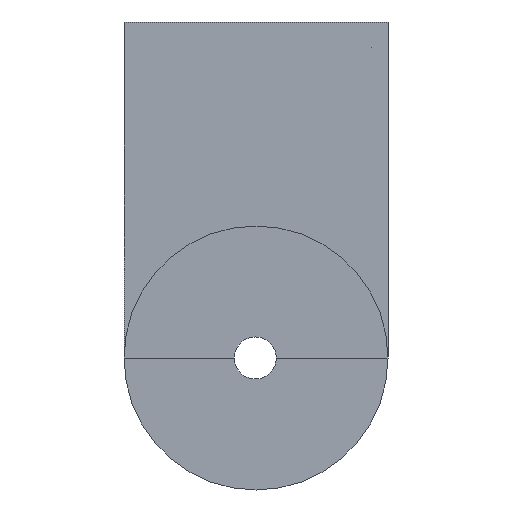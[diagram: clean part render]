
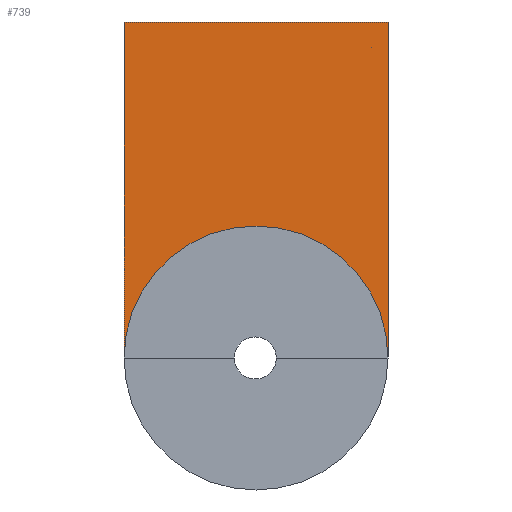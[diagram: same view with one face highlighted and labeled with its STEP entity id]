
A CAD part, front view. The second image highlights one B-rep face of the part: STEP entity #739.
In plain terms, the highlighted planar face has unit normal (0, -1, 0).
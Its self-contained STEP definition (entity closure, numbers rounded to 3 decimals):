
#32 = PLANE('',#33);
#33 = AXIS2_PLACEMENT_3D('',#34,#35,#36);
#34 = CARTESIAN_POINT('',(8.06,50.,73.));
#35 = DIRECTION('',(-1.,0.,0.));
#36 = DIRECTION('',(0.,-1.,0.));
#375 = VERTEX_POINT('',#376);
#376 = CARTESIAN_POINT('',(8.06,-1.,73.));
#402 = EDGE_CURVE('',#375,#403,#405,.T.);
#403 = VERTEX_POINT('',#404);
#404 = CARTESIAN_POINT('',(8.06,-1.,101.));
#405 = SURFACE_CURVE('',#406,(#410,#417),.PCURVE_S1.);
#406 = LINE('',#407,#408);
#407 = CARTESIAN_POINT('',(8.06,-1.,73.));
#408 = VECTOR('',#409,1.);
#409 = DIRECTION('',(0.,0.,1.));
#410 = PCURVE('',#32,#411);
#411 = DEFINITIONAL_REPRESENTATION('',(#412),#416);
#412 = LINE('',#413,#414);
#413 = CARTESIAN_POINT('',(51.,0.));
#414 = VECTOR('',#415,1.);
#415 = DIRECTION('',(0.,1.));
#416 = ( GEOMETRIC_REPRESENTATION_CONTEXT(2) 
PARAMETRIC_REPRESENTATION_CONTEXT() REPRESENTATION_CONTEXT('2D SPACE',''
  ) );
#417 = PCURVE('',#418,#423);
#418 = PLANE('',#419);
#419 = AXIS2_PLACEMENT_3D('',#420,#421,#422);
#420 = CARTESIAN_POINT('',(8.06,-1.,73.));
#421 = DIRECTION('',(0.,-1.,0.));
#422 = DIRECTION('',(0.,0.,1.));
#423 = DEFINITIONAL_REPRESENTATION('',(#424),#428);
#424 = LINE('',#425,#426);
#425 = CARTESIAN_POINT('',(0.,0.));
#426 = VECTOR('',#427,1.);
#427 = DIRECTION('',(1.,0.));
#428 = ( GEOMETRIC_REPRESENTATION_CONTEXT(2) 
PARAMETRIC_REPRESENTATION_CONTEXT() REPRESENTATION_CONTEXT('2D SPACE',''
  ) );
#444 = PLANE('',#445);
#445 = AXIS2_PLACEMENT_3D('',#446,#447,#448);
#446 = CARTESIAN_POINT('',(8.06,50.,101.));
#447 = DIRECTION('',(0.,0.,1.));
#448 = DIRECTION('',(0.,-1.,0.));
#499 = PLANE('',#500);
#500 = AXIS2_PLACEMENT_3D('',#501,#502,#503);
#501 = CARTESIAN_POINT('',(-13.94,50.,73.));
#502 = DIRECTION('',(-1.,0.,0.));
#503 = DIRECTION('',(0.,-1.,0.));
#538 = VERTEX_POINT('',#539);
#539 = CARTESIAN_POINT('',(-13.94,-1.,101.));
#560 = EDGE_CURVE('',#403,#538,#561,.T.);
#561 = SURFACE_CURVE('',#562,(#566,#573),.PCURVE_S1.);
#562 = LINE('',#563,#564);
#563 = CARTESIAN_POINT('',(8.06,-1.,101.));
#564 = VECTOR('',#565,1.);
#565 = DIRECTION('',(-1.,0.,0.));
#566 = PCURVE('',#444,#567);
#567 = DEFINITIONAL_REPRESENTATION('',(#568),#572);
#568 = LINE('',#569,#570);
#569 = CARTESIAN_POINT('',(51.,0.));
#570 = VECTOR('',#571,1.);
#571 = DIRECTION('',(0.,-1.));
#572 = ( GEOMETRIC_REPRESENTATION_CONTEXT(2) 
PARAMETRIC_REPRESENTATION_CONTEXT() REPRESENTATION_CONTEXT('2D SPACE',''
  ) );
#573 = PCURVE('',#418,#574);
#574 = DEFINITIONAL_REPRESENTATION('',(#575),#579);
#575 = LINE('',#576,#577);
#576 = CARTESIAN_POINT('',(28.,0.));
#577 = VECTOR('',#578,1.);
#578 = DIRECTION('',(0.,1.));
#579 = ( GEOMETRIC_REPRESENTATION_CONTEXT(2) 
PARAMETRIC_REPRESENTATION_CONTEXT() REPRESENTATION_CONTEXT('2D SPACE',''
  ) );
#739 = ADVANCED_FACE('',(#740),#418,.T.);
#740 = FACE_BOUND('',#741,.T.);
#741 = EDGE_LOOP('',(#742,#765,#796,#797));
#742 = ORIENTED_EDGE('',*,*,#743,.F.);
#743 = EDGE_CURVE('',#744,#538,#746,.T.);
#744 = VERTEX_POINT('',#745);
#745 = CARTESIAN_POINT('',(-13.94,-1.,73.));
#746 = SURFACE_CURVE('',#747,(#751,#758),.PCURVE_S1.);
#747 = LINE('',#748,#749);
#748 = CARTESIAN_POINT('',(-13.94,-1.,73.));
#749 = VECTOR('',#750,1.);
#750 = DIRECTION('',(0.,0.,1.));
#751 = PCURVE('',#418,#752);
#752 = DEFINITIONAL_REPRESENTATION('',(#753),#757);
#753 = LINE('',#754,#755);
#754 = CARTESIAN_POINT('',(0.,22.));
#755 = VECTOR('',#756,1.);
#756 = DIRECTION('',(1.,0.));
#757 = ( GEOMETRIC_REPRESENTATION_CONTEXT(2) 
PARAMETRIC_REPRESENTATION_CONTEXT() REPRESENTATION_CONTEXT('2D SPACE',''
  ) );
#758 = PCURVE('',#499,#759);
#759 = DEFINITIONAL_REPRESENTATION('',(#760),#764);
#760 = LINE('',#761,#762);
#761 = CARTESIAN_POINT('',(51.,0.));
#762 = VECTOR('',#763,1.);
#763 = DIRECTION('',(0.,1.));
#764 = ( GEOMETRIC_REPRESENTATION_CONTEXT(2) 
PARAMETRIC_REPRESENTATION_CONTEXT() REPRESENTATION_CONTEXT('2D SPACE',''
  ) );
#765 = ORIENTED_EDGE('',*,*,#766,.T.);
#766 = EDGE_CURVE('',#744,#375,#767,.T.);
#767 = SURFACE_CURVE('',#768,(#773,#784),.PCURVE_S1.);
#768 = CIRCLE('',#769,11.);
#769 = AXIS2_PLACEMENT_3D('',#770,#771,#772);
#770 = CARTESIAN_POINT('',(-2.94,-1.,73.));
#771 = DIRECTION('',(0.,1.,0.));
#772 = DIRECTION('',(0.,0.,-1.));
#773 = PCURVE('',#418,#774);
#774 = DEFINITIONAL_REPRESENTATION('',(#775),#783);
#775 = ( BOUNDED_CURVE() B_SPLINE_CURVE(2,(#776,#777,#778,#779,#780,#781
,#782),.UNSPECIFIED.,.F.,.F.) B_SPLINE_CURVE_WITH_KNOTS((1,2,2,2,2,1),(
    -2.094,0.,2.094,4.189,6.283,
8.378),.UNSPECIFIED.) CURVE() GEOMETRIC_REPRESENTATION_ITEM() 
RATIONAL_B_SPLINE_CURVE((1.,0.5,1.,0.5,1.,0.5,1.)) REPRESENTATION_ITEM(
  '') );
#776 = CARTESIAN_POINT('',(-11.,11.));
#777 = CARTESIAN_POINT('',(-11.,30.053));
#778 = CARTESIAN_POINT('',(5.5,20.526));
#779 = CARTESIAN_POINT('',(22.,11.));
#780 = CARTESIAN_POINT('',(5.5,1.474));
#781 = CARTESIAN_POINT('',(-11.,-8.053));
#782 = CARTESIAN_POINT('',(-11.,11.));
#783 = ( GEOMETRIC_REPRESENTATION_CONTEXT(2) 
PARAMETRIC_REPRESENTATION_CONTEXT() REPRESENTATION_CONTEXT('2D SPACE',''
  ) );
#784 = PCURVE('',#785,#790);
#785 = PLANE('',#786);
#786 = AXIS2_PLACEMENT_3D('',#787,#788,#789);
#787 = CARTESIAN_POINT('',(-2.94,-1.,73.));
#788 = DIRECTION('',(0.,1.,0.));
#789 = DIRECTION('',(0.,0.,-1.));
#790 = DEFINITIONAL_REPRESENTATION('',(#791),#795);
#791 = CIRCLE('',#792,11.);
#792 = AXIS2_PLACEMENT_2D('',#793,#794);
#793 = CARTESIAN_POINT('',(0.,0.));
#794 = DIRECTION('',(1.,0.));
#795 = ( GEOMETRIC_REPRESENTATION_CONTEXT(2) 
PARAMETRIC_REPRESENTATION_CONTEXT() REPRESENTATION_CONTEXT('2D SPACE',''
  ) );
#796 = ORIENTED_EDGE('',*,*,#402,.T.);
#797 = ORIENTED_EDGE('',*,*,#560,.T.);
